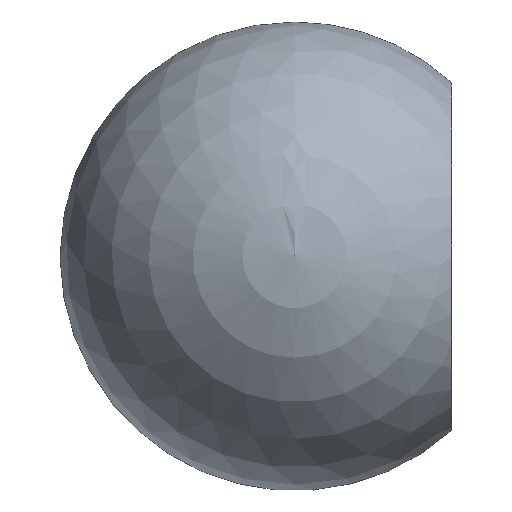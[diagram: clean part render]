
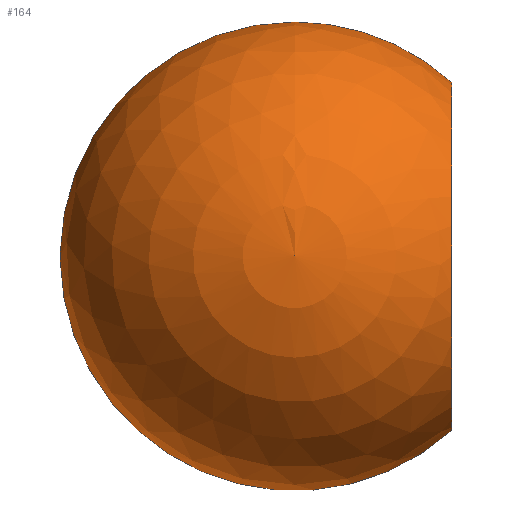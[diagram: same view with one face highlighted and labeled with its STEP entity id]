
A CAD part, top view. The second image highlights one B-rep face of the part: STEP entity #164.
In plain terms, the highlighted spherical face has radius 10 mm.
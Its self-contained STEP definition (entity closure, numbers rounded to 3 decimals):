
#9 = VERTEX_POINT ( 'NONE', #46 ) ;
#11 = ORIENTED_EDGE ( 'NONE', *, *, #139, .F. ) ;
#19 = CARTESIAN_POINT ( 'NONE',  ( -6.7, 0., 0. ) ) ;
#20 = CIRCLE ( 'NONE', #190, 10. ) ;
#26 = CIRCLE ( 'NONE', #186, 0.162 ) ;
#38 = AXIS2_PLACEMENT_3D ( 'NONE', #19, #203, #225 ) ;
#42 = ORIENTED_EDGE ( 'NONE', *, *, #83, .F. ) ;
#46 = CARTESIAN_POINT ( 'NONE',  ( -16.699, 0.162, 0. ) ) ;
#47 = EDGE_CURVE ( 'NONE', #195, #259, #240, .T. ) ;
#49 = DIRECTION ( 'NONE',  ( 0., 1., 0. ) ) ;
#59 = ORIENTED_EDGE ( 'NONE', *, *, #177, .F. ) ;
#75 = DIRECTION ( 'NONE',  ( 1., 0., 0. ) ) ;
#76 = CARTESIAN_POINT ( 'NONE',  ( 0., 7.424, 0. ) ) ;
#83 = EDGE_CURVE ( 'NONE', #9, #241, #20, .T. ) ;
#84 = CIRCLE ( 'NONE', #144, 0.162 ) ;
#92 = CARTESIAN_POINT ( 'NONE',  ( -16.699, 0., 0. ) ) ;
#98 = EDGE_CURVE ( 'NONE', #195, #219, #26, .T. ) ;
#113 = CARTESIAN_POINT ( 'NONE',  ( -16.699, 0., 0. ) ) ;
#118 = DIRECTION ( 'NONE',  ( 0., 1., 0. ) ) ;
#136 = CARTESIAN_POINT ( 'NONE',  ( 0., -7.424, 0. ) ) ;
#139 = EDGE_CURVE ( 'NONE', #219, #9, #84, .T. ) ;
#144 = AXIS2_PLACEMENT_3D ( 'NONE', #92, #284, #178 ) ;
#147 = ORIENTED_EDGE ( 'NONE', *, *, #47, .T. ) ;
#158 = DIRECTION ( 'NONE',  ( -1., 0., 0. ) ) ;
#164 = ADVANCED_FACE ( 'NONE', ( #184 ), #166, .T. ) ;
#166 = SPHERICAL_SURFACE ( 'NONE', #244, 10. ) ;
#171 = AXIS2_PLACEMENT_3D ( 'NONE', #249, #75, #49 ) ;
#176 = CARTESIAN_POINT ( 'NONE',  ( -6.7, 0., 0. ) ) ;
#177 = EDGE_CURVE ( 'NONE', #241, #259, #236, .T. ) ;
#178 = DIRECTION ( 'NONE',  ( 0., 0., -1. ) ) ;
#184 = FACE_OUTER_BOUND ( 'NONE', #215, .T. ) ;
#186 = AXIS2_PLACEMENT_3D ( 'NONE', #113, #158, #260 ) ;
#190 = AXIS2_PLACEMENT_3D ( 'NONE', #176, #222, #224 ) ;
#195 = VERTEX_POINT ( 'NONE', #272 ) ;
#203 = DIRECTION ( 'NONE',  ( 0., 0., 1. ) ) ;
#210 = DIRECTION ( 'NONE',  ( 0., 0., 1. ) ) ;
#215 = EDGE_LOOP ( 'NONE', ( #235, #147, #59, #42, #11 ) ) ;
#219 = VERTEX_POINT ( 'NONE', #226 ) ;
#222 = DIRECTION ( 'NONE',  ( 0., 0., -1. ) ) ;
#224 = DIRECTION ( 'NONE',  ( -1., 0., 0. ) ) ;
#225 = DIRECTION ( 'NONE',  ( 0., -1., 0. ) ) ;
#226 = CARTESIAN_POINT ( 'NONE',  ( -16.699, 0., 0.162 ) ) ;
#235 = ORIENTED_EDGE ( 'NONE', *, *, #98, .F. ) ;
#236 = CIRCLE ( 'NONE', #171, 7.424 ) ;
#240 = CIRCLE ( 'NONE', #38, 10. ) ;
#241 = VERTEX_POINT ( 'NONE', #76 ) ;
#244 = AXIS2_PLACEMENT_3D ( 'NONE', #290, #210, #118 ) ;
#249 = CARTESIAN_POINT ( 'NONE',  ( 0., 0., 0. ) ) ;
#259 = VERTEX_POINT ( 'NONE', #136 ) ;
#260 = DIRECTION ( 'NONE',  ( 0., 0., -1. ) ) ;
#272 = CARTESIAN_POINT ( 'NONE',  ( -16.699, -0.162, 0. ) ) ;
#284 = DIRECTION ( 'NONE',  ( -1., 0., 0. ) ) ;
#290 = CARTESIAN_POINT ( 'NONE',  ( -6.7, 0., 0. ) ) ;
